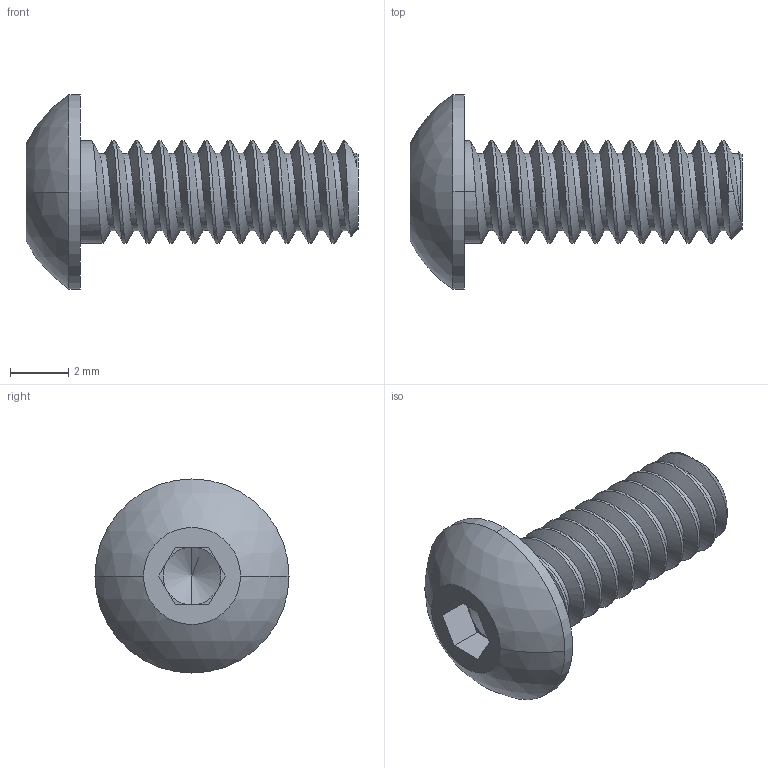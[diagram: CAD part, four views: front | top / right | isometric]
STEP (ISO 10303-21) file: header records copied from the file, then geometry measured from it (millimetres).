
FILE_DESCRIPTION (( 'STEP AP214' ), '1' );
FILE_NAME ('39111_TXM-BHCS 6-32 x 0.375.STEP', '2017-01-16T17:04:09', ( '' ), ( '' ), 'SwSTEP 2.0', 'SolidWorks 2016', '' );
FILE_SCHEMA (( 'AUTOMOTIVE_DESIGN' ));
Length unit declared in the file: inch
Products named in the file (2): 39111_TXM-BHCS 6-32 x 0.375
Bounding box: 11.38 x 6.65 x 6.65 mm (x, y, z)
Volume: 112 mm3; surface area: 237.4 mm2
Topology: 1 solids, 1 shells, 52 faces, 135 edges, 85 vertices
Faces by surface type: cylinder 26, plane 16, cone 5, bspline 3, sphere 2
Entity records: 3380 total; most frequent: CARTESIAN_POINT 2211, ORIENTED_EDGE 266, DIRECTION 204, EDGE_CURVE 133, VERTEX_POINT 85, AXIS2_PLACEMENT_3D 73, VECTOR 58, LINE 58
